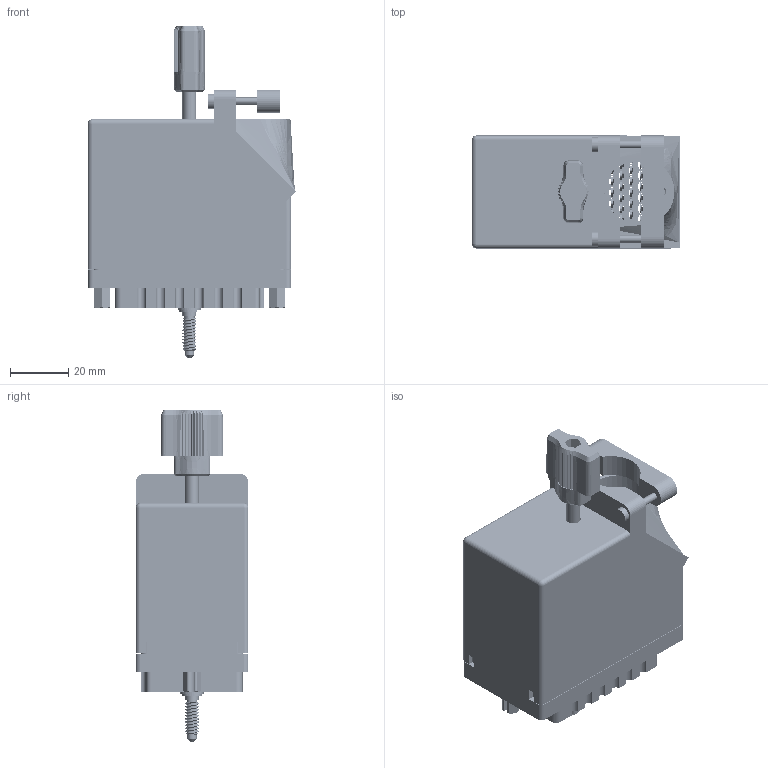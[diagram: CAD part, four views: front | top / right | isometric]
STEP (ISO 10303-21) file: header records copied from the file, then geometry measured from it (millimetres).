
FILE_DESCRIPTION (( 'STEP AP203' ), '1' );
FILE_NAME ('516-120-540-211.STEP', '2020-03-07T02:04:17', ( '' ), ( '' ), 'SwSTEP 2.0', 'SolidWorks 2016', '' );
FILE_SCHEMA (( 'CONFIG_CONTROL_DESIGN' ));
Length unit declared in the file: inch
Products named in the file (14): Actuating Screw Assy 090-120; 516-221-090-102_090; 516-250-091-111; 516-230-001_Plastic - 120 Top Entry; Grub Screw; 516-120-540-211; 516-251-095-100; 516-252-091-102; 516-221-090-102_091; 516-253-095-100; 516 Part Receptacle_120; 516-253-190-107; 516-254-091-109; 516-292-001_540 Contact
Assembly tree (134 placements, depth 3):
  516-120-540-211
    516 Part Receptacle_120
    516-292-001_540 Contact  x120
    516-230-001_Plastic - 120 Top Entry
    516-252-091-102  x2
    516-221-090-102_090
    Actuating Screw Assy 090-120
      516-251-095-100
      516-254-091-109
      516-253-095-100  x2
      516-253-190-107
      516-250-091-111
      Grub Screw
    516-221-090-102_091
Bounding box: 71.77 x 38.86 x 114.34 mm (x, y, z)
Volume: 58241.8 mm3; surface area: 95501.7 mm2
Topology: 133 solids, 133 shells, 11656 faces, 33731 edges, 22366 vertices
Faces by surface type: plane 7026, cylinder 3770, bspline 762, cone 96, sphere 2
Entity records: 118909 total; most frequent: CARTESIAN_POINT 31211, ORIENTED_EDGE 17766, DIRECTION 17070, EDGE_CURVE 8883, LINE 6224, VECTOR 6224, VERTEX_POINT 5884, AXIS2_PLACEMENT_3D 5423
